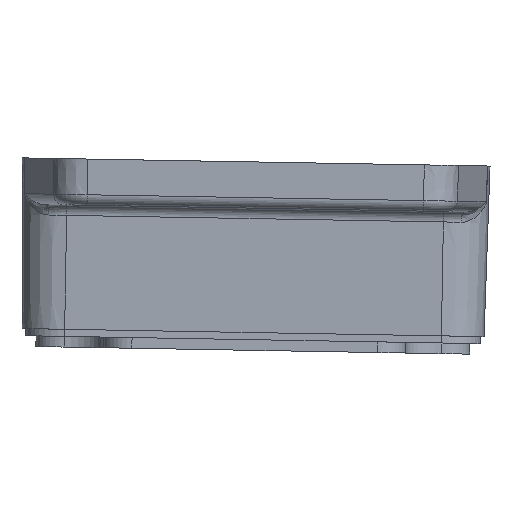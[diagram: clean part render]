
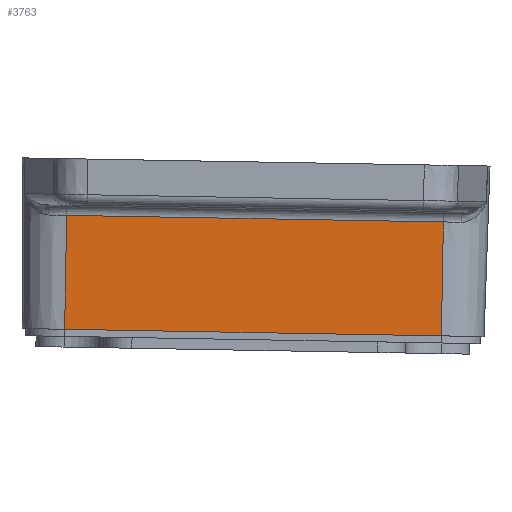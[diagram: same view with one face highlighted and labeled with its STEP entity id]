
A CAD part, left-side view. The second image highlights one B-rep face of the part: STEP entity #3763.
In plain terms, the highlighted planar face has unit normal (-1, 0, -0.017).
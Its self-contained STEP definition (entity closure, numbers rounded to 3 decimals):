
#46 = VERTEX_POINT ( 'NONE', #10390 ) ;
#786 = VERTEX_POINT ( 'NONE', #14624 ) ;
#993 = CARTESIAN_POINT ( 'NONE',  ( -27946.904, -70329.779, -25.182 ) ) ;
#1112 = CARTESIAN_POINT ( 'NONE',  ( -27946.695, -70329.57, -37.18 ) ) ;
#1501 = VECTOR ( 'NONE', #14909, 1000. ) ;
#1577 = EDGE_CURVE ( 'NONE', #13940, #786, #9153, .T. ) ;
#1744 = CARTESIAN_POINT ( 'NONE',  ( -27946.695, -70356.066, -37.642 ) ) ;
#2158 = FACE_OUTER_BOUND ( 'NONE', #10213, .T. ) ;
#2265 = EDGE_CURVE ( 'NONE', #3546, #46, #12272, .T. ) ;
#2652 = EDGE_CURVE ( 'NONE', #13940, #46, #4964, .T. ) ;
#2975 = LINE ( 'NONE', #1744, #10560 ) ;
#3247 = CARTESIAN_POINT ( 'NONE',  ( -27946.974, -70382.841, -22.081 ) ) ;
#3546 = VERTEX_POINT ( 'NONE', #1112 ) ;
#3763 = ADVANCED_FACE ( 'NONE', ( #2158 ), #15624, .T. ) ;
#4305 = DIRECTION ( 'NONE',  ( -1., 0., -0.017 ) ) ;
#4639 = VECTOR ( 'NONE', #6457, 1000. ) ;
#4964 = LINE ( 'NONE', #9946, #1501 ) ;
#6013 = ORIENTED_EDGE ( 'NONE', *, *, #2652, .T. ) ;
#6457 = DIRECTION ( 'NONE',  ( -0.017, -0.017, 1. ) ) ;
#7834 = ORIENTED_EDGE ( 'NONE', *, *, #10978, .F. ) ;
#8241 = ORIENTED_EDGE ( 'NONE', *, *, #2265, .F. ) ;
#9153 = LINE ( 'NONE', #10369, #11711 ) ;
#9284 = DIRECTION ( 'NONE',  ( 0., -1., -0.017 ) ) ;
#9444 = CARTESIAN_POINT ( 'NONE',  ( -27946.695, -70382.562, -38.105 ) ) ;
#9946 = CARTESIAN_POINT ( 'NONE',  ( -27946.974, -70329.85, -21.156 ) ) ;
#10213 = EDGE_LOOP ( 'NONE', ( #12934, #6013, #8241, #7834 ) ) ;
#10369 = CARTESIAN_POINT ( 'NONE',  ( -36635.996, -79070.54, 497695.83 ) ) ;
#10390 = CARTESIAN_POINT ( 'NONE',  ( -27946.974, -70329.85, -21.156 ) ) ;
#10560 = VECTOR ( 'NONE', #15124, 1000. ) ;
#10978 = EDGE_CURVE ( 'NONE', #786, #3546, #2975, .T. ) ;
#11711 = VECTOR ( 'NONE', #12812, 1000. ) ;
#12272 = LINE ( 'NONE', #993, #4639 ) ;
#12812 = DIRECTION ( 'NONE',  ( 0.017, 0.017, -1. ) ) ;
#12934 = ORIENTED_EDGE ( 'NONE', *, *, #1577, .F. ) ;
#13685 = AXIS2_PLACEMENT_3D ( 'NONE', #9444, #4305, #9284 ) ;
#13940 = VERTEX_POINT ( 'NONE', #3247 ) ;
#14624 = CARTESIAN_POINT ( 'NONE',  ( -27946.695, -70382.562, -38.105 ) ) ;
#14909 = DIRECTION ( 'NONE',  ( 0., 1., 0.017 ) ) ;
#15124 = DIRECTION ( 'NONE',  ( 0., 1., 0.017 ) ) ;
#15624 = PLANE ( 'NONE',  #13685 ) ;
